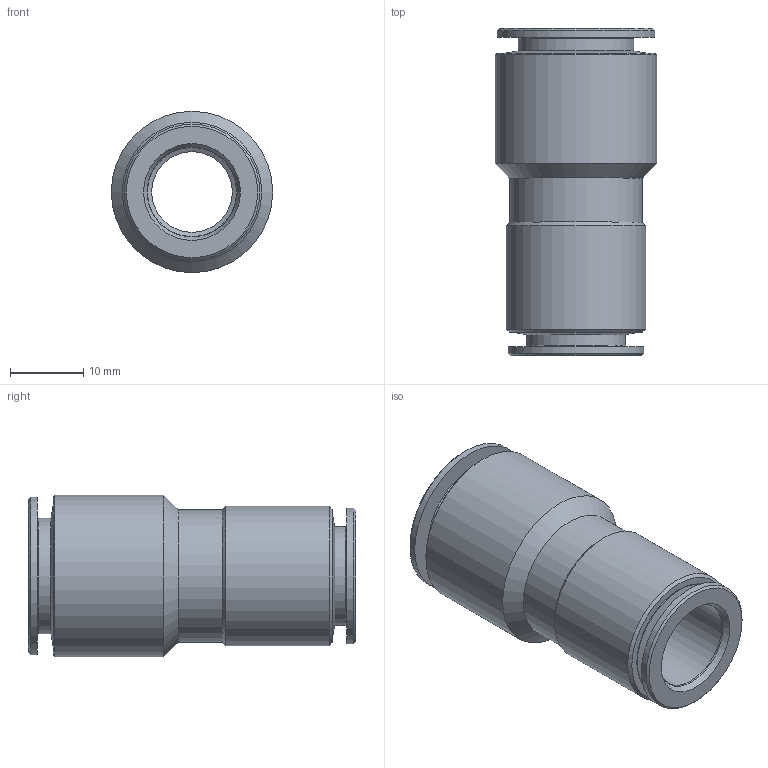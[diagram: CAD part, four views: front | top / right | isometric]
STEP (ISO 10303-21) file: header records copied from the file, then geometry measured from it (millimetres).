
FILE_DESCRIPTION(( 'MA.26.14.12.stp' ), '1');
FILE_NAME( 'MA.26.14.12.stp', '2021-03-01T15:18:35',( 'Sopra'),('sopra-pneumatic.com'), 'SwSTEP 2.0','SolidWorks 2009','' );
FILE_SCHEMA( ( 'AUTOMOTIVE_DESIGN { 1 0 10303 214 1 1 1 1 }' ) );
Length unit declared in the file: metre
Products named in the file (1): NONE
Bounding box: 22 x 44.6 x 22 mm (x, y, z)
Volume: 7505.7 mm3; surface area: 5560.1 mm2
Topology: 1 solids, 1 shells, 33 faces, 66 edges, 39 vertices
Faces by surface type: cone 14, cylinder 12, plane 6, torus 1
Full cylindrical faces by diameter (mm): 11 x1, 12.15 x1, 13.5 x1, 14.15 x1, 15.8 x1, 16.25 x1, 18 x1, 18.5 x1, 19 x1, 19.42 x1, 21.5 x1, 22 x1
Entity records: 948 total; most frequent: DIRECTION 134, CARTESIAN_POINT 100, AXIS2_PLACEMENT_3D 67, EDGE_LOOP 66, ORIENTED_EDGE 66, FACE_OUTER_BOUND 46, STYLED_ITEM 33, PRESENTATION_STYLE_ASSIGNMENT 33
